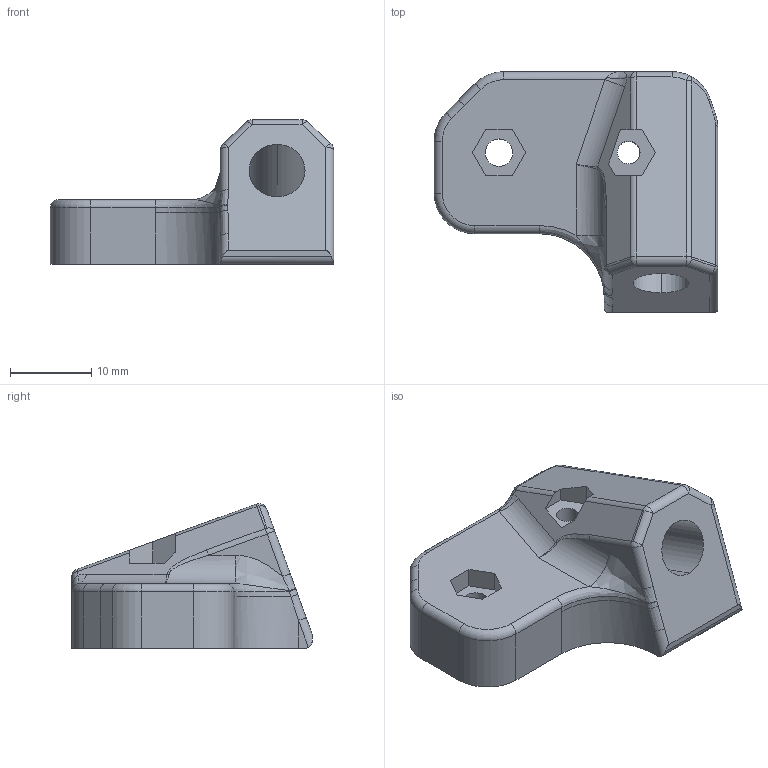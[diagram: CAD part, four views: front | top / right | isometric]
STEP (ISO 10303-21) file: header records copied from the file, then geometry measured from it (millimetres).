
FILE_DESCRIPTION (( 'STEP AP214' ), '1' );
FILE_NAME ('Left_top_renforcement.STEP', '2024-10-12T22:29:10', ( '' ), ( '' ), 'SwSTEP 2.0', 'SolidWorks 2024', '' );
FILE_SCHEMA (( 'AUTOMOTIVE_DESIGN' ));
Length unit declared in the file: millimetre
Products named in the file (1): Left_top_renforcement
Bounding box: 35 x 29.7 x 17.87 mm (x, y, z)
Volume: 7217.7 mm3; surface area: 3452.1 mm2
Topology: 1 solids, 1 shells, 89 faces, 220 edges, 129 vertices
Faces by surface type: cylinder 36, plane 30, bspline 13, sphere 7, torus 3
Entity records: 2924 total; most frequent: CARTESIAN_POINT 904, ORIENTED_EDGE 430, DIRECTION 408, EDGE_CURVE 215, AXIS2_PLACEMENT_3D 149, VERTEX_POINT 129, VECTOR 110, LINE 110
